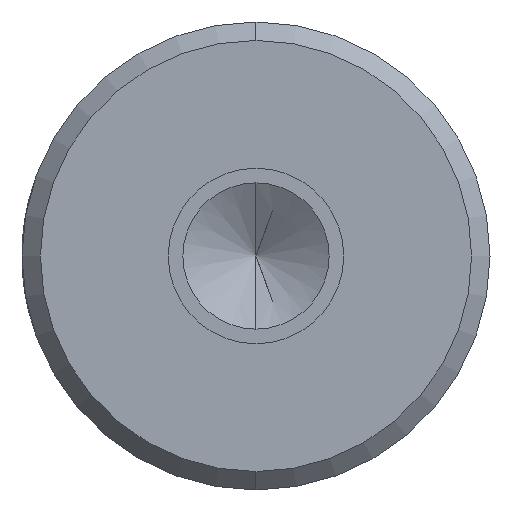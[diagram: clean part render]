
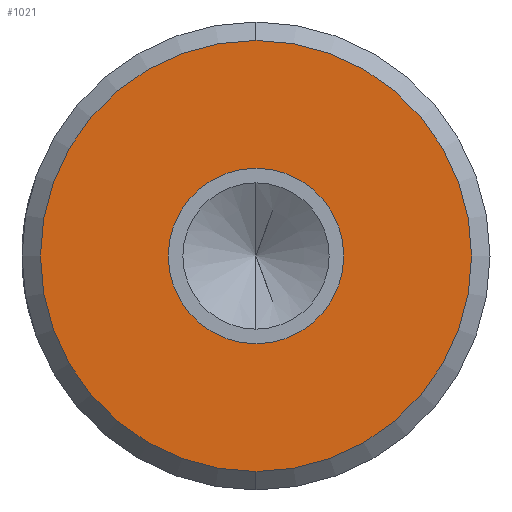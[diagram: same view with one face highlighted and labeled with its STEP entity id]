
A CAD part, left-side view. The second image highlights one B-rep face of the part: STEP entity #1021.
In plain terms, the highlighted planar face has unit normal (-1, 0, 0).
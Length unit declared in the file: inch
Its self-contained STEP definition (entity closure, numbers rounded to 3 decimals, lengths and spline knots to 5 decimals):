
#78 = CIRCLE ( 'NONE', #494, 0.1875 ) ;
#95 = CIRCLE ( 'NONE', #540, 0.46063 ) ;
#196 = DIRECTION ( 'NONE',  ( 0., 0., 1. ) ) ;
#198 = DIRECTION ( 'NONE',  ( -1., 0., 0. ) ) ;
#202 = CARTESIAN_POINT ( 'NONE',  ( 0., 0., 0. ) ) ;
#206 = VERTEX_POINT ( 'NONE', #1745 ) ;
#208 = DIRECTION ( 'NONE',  ( 0., 0., 1. ) ) ;
#215 = DIRECTION ( 'NONE',  ( -1., 0., 0. ) ) ;
#217 = CARTESIAN_POINT ( 'NONE',  ( 0., 0., 0. ) ) ;
#249 = DIRECTION ( 'NONE',  ( 0., 0., 1. ) ) ;
#263 = DIRECTION ( 'NONE',  ( -1., 0., 0. ) ) ;
#274 = CARTESIAN_POINT ( 'NONE',  ( 0., 0., 0. ) ) ;
#284 = VERTEX_POINT ( 'NONE', #1447 ) ;
#345 = EDGE_LOOP ( 'NONE', ( #1026, #1043 ) ) ;
#494 = AXIS2_PLACEMENT_3D ( 'NONE', #217, #215, #208 ) ;
#540 = AXIS2_PLACEMENT_3D ( 'NONE', #274, #263, #249 ) ;
#610 = DIRECTION ( 'NONE',  ( 0., 0., 1. ) ) ;
#619 = DIRECTION ( 'NONE',  ( -1., 0., 0. ) ) ;
#620 = CARTESIAN_POINT ( 'NONE',  ( 0., 0., 0. ) ) ;
#622 = PLANE ( 'NONE',  #808 ) ;
#686 = EDGE_LOOP ( 'NONE', ( #1016, #973 ) ) ;
#784 = AXIS2_PLACEMENT_3D ( 'NONE', #202, #198, #196 ) ;
#793 = AXIS2_PLACEMENT_3D ( 'NONE', #1743, #1565, #1718 ) ;
#808 = AXIS2_PLACEMENT_3D ( 'NONE', #620, #619, #610 ) ;
#873 = CIRCLE ( 'NONE', #793, 0.1875 ) ;
#965 = CARTESIAN_POINT ( 'NONE',  ( 0., 0., -0.46063 ) ) ;
#973 = ORIENTED_EDGE ( 'NONE', *, *, #1181, .T. ) ;
#1016 = ORIENTED_EDGE ( 'NONE', *, *, #1599, .T. ) ;
#1021 = ADVANCED_FACE ( 'NONE', ( #1351, #1334 ), #622, .T. ) ;
#1026 = ORIENTED_EDGE ( 'NONE', *, *, #1611, .F. ) ;
#1043 = ORIENTED_EDGE ( 'NONE', *, *, #1253, .F. ) ;
#1151 = CIRCLE ( 'NONE', #784, 0.46063 ) ;
#1181 = EDGE_CURVE ( 'NONE', #1435, #1547, #1151, .T. ) ;
#1253 = EDGE_CURVE ( 'NONE', #284, #206, #873, .T. ) ;
#1334 = FACE_BOUND ( 'NONE', #345, .T. ) ;
#1351 = FACE_OUTER_BOUND ( 'NONE', #686, .T. ) ;
#1435 = VERTEX_POINT ( 'NONE', #1566 ) ;
#1447 = CARTESIAN_POINT ( 'NONE',  ( 0., 0., -0.1875 ) ) ;
#1547 = VERTEX_POINT ( 'NONE', #965 ) ;
#1565 = DIRECTION ( 'NONE',  ( -1., 0., 0. ) ) ;
#1566 = CARTESIAN_POINT ( 'NONE',  ( 0., 0., 0.46063 ) ) ;
#1599 = EDGE_CURVE ( 'NONE', #1547, #1435, #95, .T. ) ;
#1611 = EDGE_CURVE ( 'NONE', #206, #284, #78, .T. ) ;
#1718 = DIRECTION ( 'NONE',  ( 0., 0., 1. ) ) ;
#1743 = CARTESIAN_POINT ( 'NONE',  ( 0., 0., 0. ) ) ;
#1745 = CARTESIAN_POINT ( 'NONE',  ( 0., 0., 0.1875 ) ) ;
